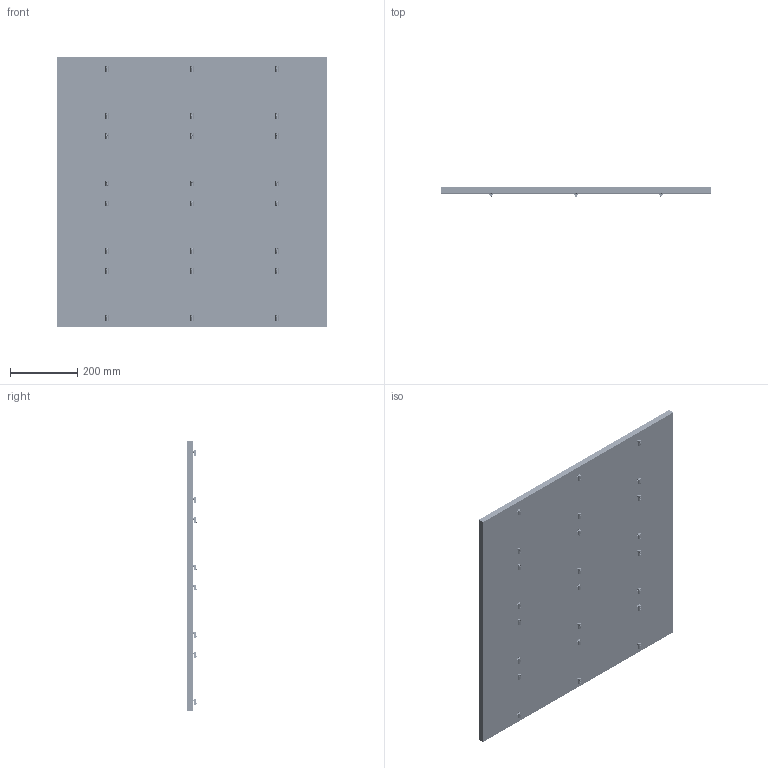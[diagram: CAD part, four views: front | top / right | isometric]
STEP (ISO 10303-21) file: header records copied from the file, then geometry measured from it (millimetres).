
FILE_DESCRIPTION(/* description */ (''),/* implementation_level */ '2;1');
FILE_NAME(/* name */ 'c1663d8d-319a-454b-b41b-7844a4b6b6d3.zip.stp',/* time_stamp */ '2026-02-10T16:21:56Z',/* author */ (''),/* organization */ (''),/* preprocessor_version */ 'ST-DEVELOPER v20.1',/* originating_system */ 'Autodesk Translation Framework v14.24.0.0',/* authorisation */ '');
FILE_SCHEMA (('AUTOMOTIVE_DESIGN { 1 0 10303 214 3 1 1 }'));
Length unit declared in the file: millimetre
Products named in the file (11): SPB Evo/Pro-S V1.0; Spoilerboard Evo/Pro-S&M; MDF board; Spoilerboard Evo/Pro-S&M_1; MDF board_1; Spoilerboard Evo/Pro-S&M_2; MDF board_2; Spoilerboard Evo/Pro-S&M_3; MDF board_3; M6x16 - DIN912; T-slot Nut I-Type M6
Assembly tree (56 placements, depth 4):
  SPB Evo/Pro-S V1.0
    Spoilerboard Evo/Pro-S&M
      MDF board
        M6x16 - DIN912  x6
        T-slot Nut I-Type M6  x6
    Spoilerboard Evo/Pro-S&M_1
      MDF board_1
        M6x16 - DIN912  x6
        T-slot Nut I-Type M6  x6
    Spoilerboard Evo/Pro-S&M_2
      MDF board_2
        M6x16 - DIN912  x6
        T-slot Nut I-Type M6  x6
    Spoilerboard Evo/Pro-S&M_3
      MDF board_3
        M6x16 - DIN912  x6
        T-slot Nut I-Type M6  x6
Bounding box: 800 x 27.57 x 800 mm (x, y, z)
Volume: 11501786.3 mm3; surface area: 1475978.6 mm2
Topology: 76 solids, 76 shells, 2136 faces, 7656 edges, 5648 vertices
Faces by surface type: cylinder 1152, plane 648, bspline 216, torus 48, sphere 48, cone 24
Full cylindrical faces by diameter (mm): 4.744 x336, 5.035 x120, 6.147 x96, 10 x24
Entity records: 25983 total; most frequent: CARTESIAN_POINT 17000, ORIENTED_EDGE 1830, DIRECTION 1735, EDGE_CURVE 915, VERTEX_POINT 634, AXIS2_PLACEMENT_3D 613, LINE 509, VECTOR 509
